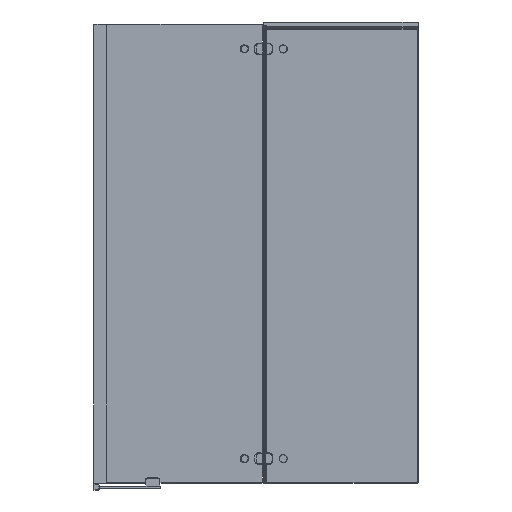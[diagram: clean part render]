
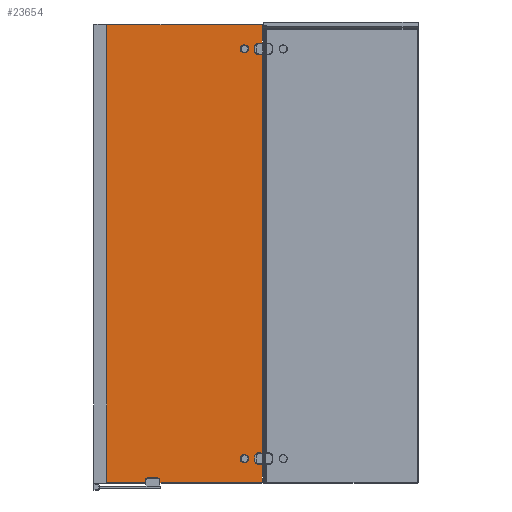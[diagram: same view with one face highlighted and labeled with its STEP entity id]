
A CAD part, front view. The second image highlights one B-rep face of the part: STEP entity #23654.
In plain terms, the highlighted planar face has unit normal (0, -1, 0).
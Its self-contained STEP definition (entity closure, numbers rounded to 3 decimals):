
#22842=CARTESIAN_POINT('',(212.502,-4.,670.));
#22843=DIRECTION('',(0.,-1.,0.));
#22844=DIRECTION('',(0.92,0.,-0.392));
#22845=AXIS2_PLACEMENT_3D('',#22842,#22843,#22844);
#22847=CARTESIAN_POINT('',(212.502,-4.,670.));
#22848=DIRECTION('',(0.,-1.,0.));
#22849=DIRECTION('',(0.92,0.,0.392));
#22850=AXIS2_PLACEMENT_3D('',#22847,#22848,#22849);
#22852=CARTESIAN_POINT('',(212.502,-4.,-670.));
#22853=DIRECTION('',(0.,-1.,0.));
#22854=DIRECTION('',(0.92,0.,-0.392));
#22855=AXIS2_PLACEMENT_3D('',#22852,#22853,#22854);
#22857=CARTESIAN_POINT('',(212.502,-4.,-670.));
#22858=DIRECTION('',(0.,-1.,0.));
#22859=DIRECTION('',(0.92,0.,0.392));
#22860=AXIS2_PLACEMENT_3D('',#22857,#22858,#22859);
#22862=DIRECTION('',(-1.,0.,0.));
#22863=VECTOR('',#22862,11.5);
#22864=CARTESIAN_POINT('',(271.502,-4.,689.));
#22865=LINE('',#22864,#22863);
#22866=DIRECTION('',(0.,0.,-1.));
#22867=VECTOR('',#22866,12.);
#22868=CARTESIAN_POINT('',(247.002,-4.,676.));
#22869=LINE('',#22868,#22867);
#22870=DIRECTION('',(-1.,0.,0.));
#22871=VECTOR('',#22870,11.5);
#22872=CARTESIAN_POINT('',(271.502,-4.,651.));
#22873=LINE('',#22872,#22871);
#22874=DIRECTION('',(0.,0.,-1.));
#22875=VECTOR('',#22874,1302.);
#22876=CARTESIAN_POINT('',(271.502,-4.,651.));
#22877=LINE('',#22876,#22875);
#22878=DIRECTION('',(-1.,0.,0.));
#22879=VECTOR('',#22878,11.5);
#22880=CARTESIAN_POINT('',(271.502,-4.,-651.));
#22881=LINE('',#22880,#22879);
#22882=DIRECTION('',(0.,0.,-1.));
#22883=VECTOR('',#22882,12.);
#22884=CARTESIAN_POINT('',(247.002,-4.,-664.));
#22885=LINE('',#22884,#22883);
#22886=DIRECTION('',(-1.,0.,0.));
#22887=VECTOR('',#22886,11.5);
#22888=CARTESIAN_POINT('',(271.502,-4.,-689.));
#22889=LINE('',#22888,#22887);
#22890=DIRECTION('',(0.,0.,-1.));
#22891=VECTOR('',#22890,58.);
#22892=CARTESIAN_POINT('',(271.502,-4.,-689.));
#22893=LINE('',#22892,#22891);
#22894=CARTESIAN_POINT('',(269.502,-4.,-747.));
#22895=DIRECTION('',(0.,1.,0.));
#22896=DIRECTION('',(1.,0.,0.));
#22897=AXIS2_PLACEMENT_3D('',#22894,#22895,#22896);
#22899=DIRECTION('',(-1.,0.,0.));
#22900=VECTOR('',#22899,539.003);
#22901=CARTESIAN_POINT('',(269.501,-4.,-749.));
#22902=LINE('',#22901,#22900);
#22903=CARTESIAN_POINT('',(-269.502,-4.,-747.));
#22904=DIRECTION('',(0.,1.,0.));
#22905=DIRECTION('',(0.,0.,-1.));
#22906=AXIS2_PLACEMENT_3D('',#22903,#22904,#22905);
#22908=DIRECTION('',(0.,0.,1.));
#22909=VECTOR('',#22908,1494.);
#22910=CARTESIAN_POINT('',(-271.502,-4.,-747.));
#22911=LINE('',#22910,#22909);
#22912=CARTESIAN_POINT('',(-269.502,-4.,747.));
#22913=DIRECTION('',(0.,1.,0.));
#22914=DIRECTION('',(-1.,0.,0.));
#22915=AXIS2_PLACEMENT_3D('',#22912,#22913,#22914);
#22917=DIRECTION('',(1.,0.,0.));
#22918=VECTOR('',#22917,539.003);
#22919=CARTESIAN_POINT('',(-269.501,-4.,749.));
#22920=LINE('',#22919,#22918);
#22921=CARTESIAN_POINT('',(269.502,-4.,747.));
#22922=DIRECTION('',(0.,1.,0.));
#22923=DIRECTION('',(0.,0.,1.));
#22924=AXIS2_PLACEMENT_3D('',#22921,#22922,#22923);
#22926=DIRECTION('',(0.,0.,-1.));
#22927=VECTOR('',#22926,58.);
#22928=CARTESIAN_POINT('',(271.502,-4.,747.));
#22929=LINE('',#22928,#22927);
#23078=CARTESIAN_POINT('',(260.002,-4.,664.));
#23079=DIRECTION('',(0.,1.,0.));
#23080=DIRECTION('',(0.,0.,-1.));
#23081=AXIS2_PLACEMENT_3D('',#23078,#23079,#23080);
#23116=CARTESIAN_POINT('',(260.002,-4.,-676.));
#23117=DIRECTION('',(0.,1.,0.));
#23118=DIRECTION('',(0.,0.,-1.));
#23119=AXIS2_PLACEMENT_3D('',#23116,#23117,#23118);
#23134=CARTESIAN_POINT('',(260.002,-4.,-664.));
#23135=DIRECTION('',(0.,1.,0.));
#23136=DIRECTION('',(-1.,0.,0.));
#23137=AXIS2_PLACEMENT_3D('',#23134,#23135,#23136);
#23220=CARTESIAN_POINT('',(260.002,-4.,676.));
#23221=DIRECTION('',(0.,1.,0.));
#23222=DIRECTION('',(-1.,0.,0.));
#23223=AXIS2_PLACEMENT_3D('',#23220,#23221,#23222);
#23324=CARTESIAN_POINT('',(269.501,-4.,-749.));
#23325=CARTESIAN_POINT('',(-269.501,-4.,-749.));
#23326=VERTEX_POINT('',#23324);
#23327=VERTEX_POINT('',#23325);
#23332=CARTESIAN_POINT('',(-271.502,-4.,-747.));
#23333=CARTESIAN_POINT('',(-271.502,-4.,747.));
#23334=VERTEX_POINT('',#23332);
#23335=VERTEX_POINT('',#23333);
#23338=CARTESIAN_POINT('',(-269.501,-4.,749.));
#23339=CARTESIAN_POINT('',(269.501,-4.,749.));
#23340=VERTEX_POINT('',#23338);
#23341=VERTEX_POINT('',#23339);
#23370=CARTESIAN_POINT('',(271.502,-4.,-747.));
#23371=VERTEX_POINT('',#23370);
#23372=CARTESIAN_POINT('',(271.502,-4.,747.));
#23373=VERTEX_POINT('',#23372);
#23394=CARTESIAN_POINT('',(271.502,-4.,-689.));
#23395=VERTEX_POINT('',#23394);
#23396=CARTESIAN_POINT('',(271.502,-4.,689.));
#23397=VERTEX_POINT('',#23396);
#23402=CARTESIAN_POINT('',(260.002,-4.,-689.));
#23404=VERTEX_POINT('',#23402);
#23406=CARTESIAN_POINT('',(247.002,-4.,-676.));
#23408=VERTEX_POINT('',#23406);
#23410=CARTESIAN_POINT('',(247.002,-4.,-664.));
#23412=VERTEX_POINT('',#23410);
#23414=CARTESIAN_POINT('',(260.002,-4.,-651.));
#23416=VERTEX_POINT('',#23414);
#23418=CARTESIAN_POINT('',(260.002,-4.,651.));
#23420=VERTEX_POINT('',#23418);
#23422=CARTESIAN_POINT('',(247.002,-4.,664.));
#23424=VERTEX_POINT('',#23422);
#23426=CARTESIAN_POINT('',(247.002,-4.,676.));
#23428=VERTEX_POINT('',#23426);
#23430=CARTESIAN_POINT('',(260.002,-4.,689.));
#23432=VERTEX_POINT('',#23430);
#23442=CARTESIAN_POINT('',(271.502,-4.,651.));
#23443=VERTEX_POINT('',#23442);
#23446=CARTESIAN_POINT('',(271.502,-4.,-651.));
#23447=VERTEX_POINT('',#23446);
#23454=CARTESIAN_POINT('',(224.462,-4.,664.905));
#23455=CARTESIAN_POINT('',(224.462,-4.,675.095));
#23456=VERTEX_POINT('',#23454);
#23457=VERTEX_POINT('',#23455);
#23462=CARTESIAN_POINT('',(224.462,-4.,-675.095));
#23463=CARTESIAN_POINT('',(224.462,-4.,-664.905));
#23464=VERTEX_POINT('',#23462);
#23465=VERTEX_POINT('',#23463);
#23598=CARTESIAN_POINT('',(-272.502,-4.,-750.));
#23599=DIRECTION('',(0.,-1.,0.));
#23600=DIRECTION('',(1.,0.,0.));
#23601=AXIS2_PLACEMENT_3D('',#23598,#23599,#23600);
#23602=PLANE('',#23601);
#23604=ORIENTED_EDGE('',*,*,#23603,.T.);
#23606=ORIENTED_EDGE('',*,*,#23605,.F.);
#23608=ORIENTED_EDGE('',*,*,#23607,.T.);
#23610=ORIENTED_EDGE('',*,*,#23609,.F.);
#23612=ORIENTED_EDGE('',*,*,#23611,.F.);
#23614=ORIENTED_EDGE('',*,*,#23613,.T.);
#23616=ORIENTED_EDGE('',*,*,#23615,.T.);
#23618=ORIENTED_EDGE('',*,*,#23617,.F.);
#23620=ORIENTED_EDGE('',*,*,#23619,.T.);
#23622=ORIENTED_EDGE('',*,*,#23621,.F.);
#23624=ORIENTED_EDGE('',*,*,#23623,.F.);
#23626=ORIENTED_EDGE('',*,*,#23625,.T.);
#23627=ORIENTED_EDGE('',*,*,#23591,.T.);
#23628=ORIENTED_EDGE('',*,*,#23490,.T.);
#23629=ORIENTED_EDGE('',*,*,#23506,.T.);
#23631=ORIENTED_EDGE('',*,*,#23630,.T.);
#23633=ORIENTED_EDGE('',*,*,#23632,.T.);
#23635=ORIENTED_EDGE('',*,*,#23634,.T.);
#23637=ORIENTED_EDGE('',*,*,#23636,.T.);
#23639=ORIENTED_EDGE('',*,*,#23638,.T.);
#23640=EDGE_LOOP('',(#23604,#23606,#23608,#23610,#23612,#23614,#23616,#23618,
#23620,#23622,#23624,#23626,#23627,#23628,#23629,#23631,#23633,#23635,#23637,
#23639));
#23641=FACE_OUTER_BOUND('',#23640,.F.);
#23643=ORIENTED_EDGE('',*,*,#23642,.T.);
#23645=ORIENTED_EDGE('',*,*,#23644,.T.);
#23646=EDGE_LOOP('',(#23643,#23645));
#23647=FACE_BOUND('',#23646,.F.);
#23649=ORIENTED_EDGE('',*,*,#23648,.T.);
#23651=ORIENTED_EDGE('',*,*,#23650,.T.);
#23652=EDGE_LOOP('',(#23649,#23651));
#23653=FACE_BOUND('',#23652,.F.);
#22846=CIRCLE('',#22845,13.);
#22851=CIRCLE('',#22850,13.);
#22856=CIRCLE('',#22855,13.);
#22861=CIRCLE('',#22860,13.);
#22898=CIRCLE('',#22897,2.);
#22907=CIRCLE('',#22906,2.);
#22916=CIRCLE('',#22915,2.);
#22925=CIRCLE('',#22924,2.);
#23082=CIRCLE('',#23081,13.);
#23120=CIRCLE('',#23119,13.);
#23138=CIRCLE('',#23137,13.);
#23224=CIRCLE('',#23223,13.);
#23490=EDGE_CURVE('',#23326,#23327,#22902,.T.);
#23506=EDGE_CURVE('',#23327,#23334,#22907,.T.);
#23591=EDGE_CURVE('',#23371,#23326,#22898,.T.);
#23603=EDGE_CURVE('',#23397,#23432,#22865,.T.);
#23605=EDGE_CURVE('',#23428,#23432,#23224,.T.);
#23607=EDGE_CURVE('',#23428,#23424,#22869,.T.);
#23609=EDGE_CURVE('',#23420,#23424,#23082,.T.);
#23611=EDGE_CURVE('',#23443,#23420,#22873,.T.);
#23613=EDGE_CURVE('',#23443,#23447,#22877,.T.);
#23615=EDGE_CURVE('',#23447,#23416,#22881,.T.);
#23617=EDGE_CURVE('',#23412,#23416,#23138,.T.);
#23619=EDGE_CURVE('',#23412,#23408,#22885,.T.);
#23621=EDGE_CURVE('',#23404,#23408,#23120,.T.);
#23623=EDGE_CURVE('',#23395,#23404,#22889,.T.);
#23625=EDGE_CURVE('',#23395,#23371,#22893,.T.);
#23630=EDGE_CURVE('',#23334,#23335,#22911,.T.);
#23632=EDGE_CURVE('',#23335,#23340,#22916,.T.);
#23634=EDGE_CURVE('',#23340,#23341,#22920,.T.);
#23636=EDGE_CURVE('',#23341,#23373,#22925,.T.);
#23638=EDGE_CURVE('',#23373,#23397,#22929,.T.);
#23642=EDGE_CURVE('',#23464,#23465,#22856,.T.);
#23644=EDGE_CURVE('',#23465,#23464,#22861,.T.);
#23648=EDGE_CURVE('',#23456,#23457,#22846,.T.);
#23650=EDGE_CURVE('',#23457,#23456,#22851,.T.);
#23654=ADVANCED_FACE('',(#23641,#23647,#23653),#23602,.T.);
